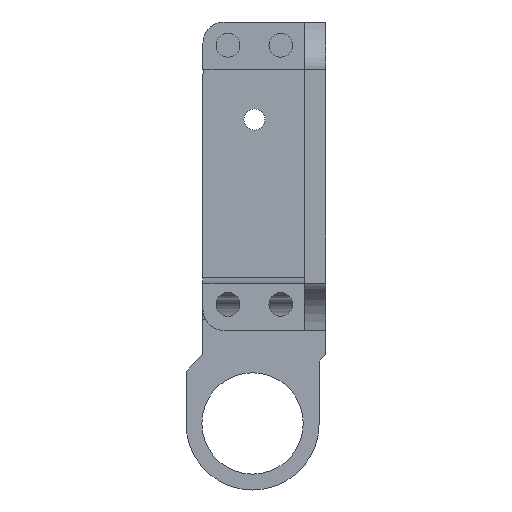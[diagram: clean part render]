
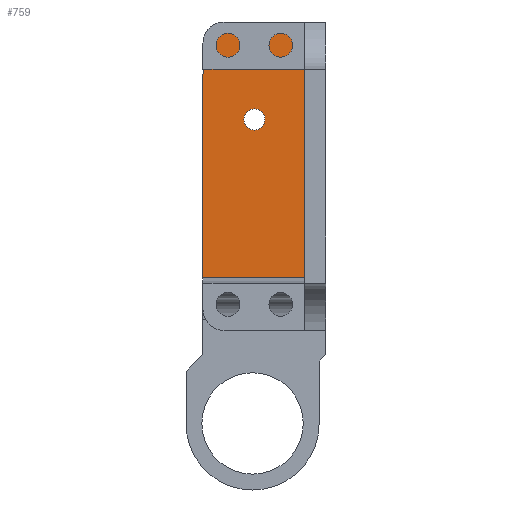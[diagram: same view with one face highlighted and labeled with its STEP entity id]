
A CAD part, left-side view. The second image highlights one B-rep face of the part: STEP entity #759.
In plain terms, the highlighted planar face has unit normal (-1, 0, 0).
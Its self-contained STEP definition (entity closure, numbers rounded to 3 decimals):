
#8 = CARTESIAN_POINT ( 'NONE',  ( -4., 23.3, -48.4 ) ) ;
#31 = DIRECTION ( 'NONE',  ( 1., 0., 0. ) ) ;
#85 = EDGE_CURVE ( 'NONE', #1521, #881, #966, .T. ) ;
#123 = VERTEX_POINT ( 'NONE', #852 ) ;
#133 = DIRECTION ( 'NONE',  ( 1., 0., 0. ) ) ;
#146 = DIRECTION ( 'NONE',  ( 0., 0., 1. ) ) ;
#171 = CARTESIAN_POINT ( 'NONE',  ( -4., 23.3, -10. ) ) ;
#186 = CARTESIAN_POINT ( 'NONE',  ( -4., 23.3, 0. ) ) ;
#221 = ORIENTED_EDGE ( 'NONE', *, *, #648, .T. ) ;
#224 = DIRECTION ( 'NONE',  ( 0., 1., 0. ) ) ;
#302 = DIRECTION ( 'NONE',  ( 0., 0., -1. ) ) ;
#317 = EDGE_CURVE ( 'NONE', #654, #468, #1636, .T. ) ;
#325 = EDGE_CURVE ( 'NONE', #468, #123, #1227, .T. ) ;
#398 = FACE_OUTER_BOUND ( 'NONE', #550, .T. ) ;
#413 = CIRCLE ( 'NONE', #1405, 2. ) ;
#424 = EDGE_CURVE ( 'NONE', #881, #1059, #1218, .T. ) ;
#468 = VERTEX_POINT ( 'NONE', #703 ) ;
#497 = CARTESIAN_POINT ( 'NONE',  ( -4., 13.55, -18.45 ) ) ;
#498 = AXIS2_PLACEMENT_3D ( 'NONE', #715, #1262, #1429 ) ;
#550 = EDGE_LOOP ( 'NONE', ( #755, #1596, #1531, #1562, #1648, #1214, #1543 ) ) ;
#566 = CARTESIAN_POINT ( 'NONE',  ( -4., 4., -37.9 ) ) ;
#567 = VERTEX_POINT ( 'NONE', #1391 ) ;
#604 = VECTOR ( 'NONE', #732, 1000. ) ;
#607 = VECTOR ( 'NONE', #146, 1000. ) ;
#617 = CIRCLE ( 'NONE', #1036, 10. ) ;
#648 = EDGE_CURVE ( 'NONE', #1693, #567, #413, .T. ) ;
#654 = VERTEX_POINT ( 'NONE', #8 ) ;
#672 = DIRECTION ( 'NONE',  ( 0., 0., -1. ) ) ;
#680 = FACE_BOUND ( 'NONE', #973, .T. ) ;
#684 = CARTESIAN_POINT ( 'NONE',  ( -4., 0., 0. ) ) ;
#703 = CARTESIAN_POINT ( 'NONE',  ( -4., 0., -48.4 ) ) ;
#715 = CARTESIAN_POINT ( 'NONE',  ( -4., 13.55, -18.45 ) ) ;
#721 = VECTOR ( 'NONE', #1500, 1000. ) ;
#732 = DIRECTION ( 'NONE',  ( 0., -1., 0. ) ) ;
#755 = ORIENTED_EDGE ( 'NONE', *, *, #814, .F. ) ;
#759 = ADVANCED_FACE ( 'NONE', ( #680, #398 ), #847, .F. ) ;
#760 = CARTESIAN_POINT ( 'NONE',  ( -4., 13.55, -16.45 ) ) ;
#788 = DIRECTION ( 'NONE',  ( 0., -1., 0. ) ) ;
#791 = VECTOR ( 'NONE', #224, 1000. ) ;
#810 = AXIS2_PLACEMENT_3D ( 'NONE', #1384, #31, #672 ) ;
#814 = EDGE_CURVE ( 'NONE', #654, #1253, #962, .T. ) ;
#832 = ORIENTED_EDGE ( 'NONE', *, *, #866, .T. ) ;
#847 = PLANE ( 'NONE',  #810 ) ;
#852 = CARTESIAN_POINT ( 'NONE',  ( -4., 0., -37.9 ) ) ;
#865 = VECTOR ( 'NONE', #788, 1000. ) ;
#866 = EDGE_CURVE ( 'NONE', #567, #1693, #951, .T. ) ;
#881 = VERTEX_POINT ( 'NONE', #1126 ) ;
#893 = CARTESIAN_POINT ( 'NONE',  ( -4., -6., -37.9 ) ) ;
#918 = DIRECTION ( 'NONE',  ( 0., 0., -1. ) ) ;
#951 = CIRCLE ( 'NONE', #498, 2. ) ;
#952 = CARTESIAN_POINT ( 'NONE',  ( -4., 0., -48.4 ) ) ;
#962 = LINE ( 'NONE', #1101, #721 ) ;
#966 = LINE ( 'NONE', #186, #604 ) ;
#973 = EDGE_LOOP ( 'NONE', ( #832, #221 ) ) ;
#1009 = DIRECTION ( 'NONE',  ( -1., 0., 0. ) ) ;
#1036 = AXIS2_PLACEMENT_3D ( 'NONE', #1278, #1009, #302 ) ;
#1059 = VERTEX_POINT ( 'NONE', #566 ) ;
#1088 = DIRECTION ( 'NONE',  ( 0., 0., -1. ) ) ;
#1101 = CARTESIAN_POINT ( 'NONE',  ( -4., 23.3, 0. ) ) ;
#1126 = CARTESIAN_POINT ( 'NONE',  ( -4., 4., 0. ) ) ;
#1188 = LINE ( 'NONE', #893, #791 ) ;
#1211 = CARTESIAN_POINT ( 'NONE',  ( -4., 4., 0. ) ) ;
#1214 = ORIENTED_EDGE ( 'NONE', *, *, #85, .F. ) ;
#1218 = LINE ( 'NONE', #1211, #1431 ) ;
#1227 = LINE ( 'NONE', #684, #607 ) ;
#1253 = VERTEX_POINT ( 'NONE', #171 ) ;
#1262 = DIRECTION ( 'NONE',  ( 1., 0., 0. ) ) ;
#1278 = CARTESIAN_POINT ( 'NONE',  ( -4., 13.3, -10. ) ) ;
#1282 = EDGE_CURVE ( 'NONE', #1521, #1253, #617, .T. ) ;
#1384 = CARTESIAN_POINT ( 'NONE',  ( -4., 0., 0. ) ) ;
#1391 = CARTESIAN_POINT ( 'NONE',  ( -4., 13.55, -20.45 ) ) ;
#1405 = AXIS2_PLACEMENT_3D ( 'NONE', #497, #133, #918 ) ;
#1406 = CARTESIAN_POINT ( 'NONE',  ( -4., 13.3, 0. ) ) ;
#1429 = DIRECTION ( 'NONE',  ( 0., 0., -1. ) ) ;
#1431 = VECTOR ( 'NONE', #1088, 1000. ) ;
#1500 = DIRECTION ( 'NONE',  ( 0., 0., 1. ) ) ;
#1521 = VERTEX_POINT ( 'NONE', #1406 ) ;
#1531 = ORIENTED_EDGE ( 'NONE', *, *, #325, .T. ) ;
#1543 = ORIENTED_EDGE ( 'NONE', *, *, #1282, .T. ) ;
#1562 = ORIENTED_EDGE ( 'NONE', *, *, #1583, .T. ) ;
#1583 = EDGE_CURVE ( 'NONE', #123, #1059, #1188, .T. ) ;
#1596 = ORIENTED_EDGE ( 'NONE', *, *, #317, .T. ) ;
#1636 = LINE ( 'NONE', #952, #865 ) ;
#1648 = ORIENTED_EDGE ( 'NONE', *, *, #424, .F. ) ;
#1693 = VERTEX_POINT ( 'NONE', #760 ) ;
